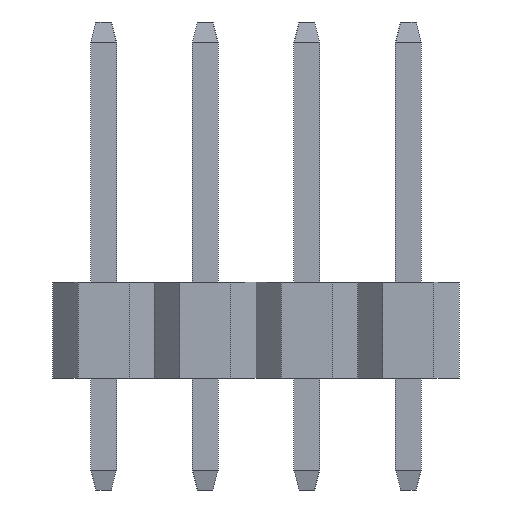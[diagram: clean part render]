
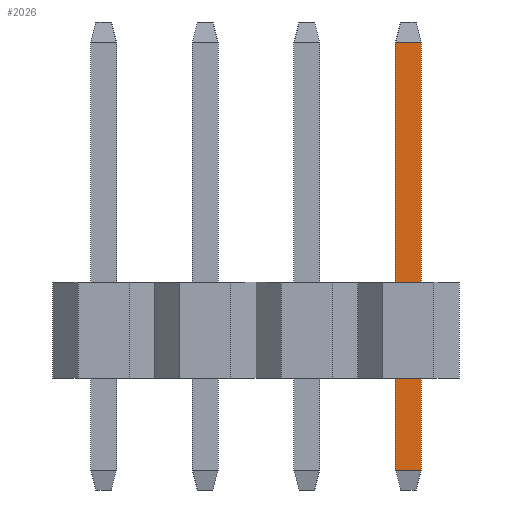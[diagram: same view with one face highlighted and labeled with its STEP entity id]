
A CAD part, left-side view. The second image highlights one B-rep face of the part: STEP entity #2026.
In plain terms, the highlighted planar face has unit normal (-1, 0, 0).
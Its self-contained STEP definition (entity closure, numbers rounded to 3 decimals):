
#2026 = ADVANCED_FACE('',(#2027),#2041,.F.);
#2027 = FACE_BOUND('',#2028,.F.);
#2028 = EDGE_LOOP('',(#2029,#2064,#2092,#2120));
#2029 = ORIENTED_EDGE('',*,*,#2030,.F.);
#2030 = EDGE_CURVE('',#2031,#2033,#2035,.T.);
#2031 = VERTEX_POINT('',#2032);
#2032 = CARTESIAN_POINT('',(-0.325,-4.135,-2.3));
#2033 = VERTEX_POINT('',#2034);
#2034 = CARTESIAN_POINT('',(-0.325,-4.135,8.4));
#2035 = SURFACE_CURVE('',#2036,(#2040,#2052),.PCURVE_S1.);
#2036 = LINE('',#2037,#2038);
#2037 = CARTESIAN_POINT('',(-0.325,-4.135,-2.3));
#2038 = VECTOR('',#2039,1.);
#2039 = DIRECTION('',(0.,0.,1.));
#2040 = PCURVE('',#2041,#2046);
#2041 = PLANE('',#2042);
#2042 = AXIS2_PLACEMENT_3D('',#2043,#2044,#2045);
#2043 = CARTESIAN_POINT('',(-0.325,-4.135,-2.3));
#2044 = DIRECTION('',(1.,0.,0.));
#2045 = DIRECTION('',(0.,0.,1.));
#2046 = DEFINITIONAL_REPRESENTATION('',(#2047),#2051);
#2047 = LINE('',#2048,#2049);
#2048 = CARTESIAN_POINT('',(0.,0.));
#2049 = VECTOR('',#2050,1.);
#2050 = DIRECTION('',(1.,0.));
#2051 = ( GEOMETRIC_REPRESENTATION_CONTEXT(2) 
PARAMETRIC_REPRESENTATION_CONTEXT() REPRESENTATION_CONTEXT('2D SPACE',''
  ) );
#2052 = PCURVE('',#2053,#2058);
#2053 = PLANE('',#2054);
#2054 = AXIS2_PLACEMENT_3D('',#2055,#2056,#2057);
#2055 = CARTESIAN_POINT('',(-0.325,-4.135,-2.3));
#2056 = DIRECTION('',(0.,1.,0.));
#2057 = DIRECTION('',(0.,0.,1.));
#2058 = DEFINITIONAL_REPRESENTATION('',(#2059),#2063);
#2059 = LINE('',#2060,#2061);
#2060 = CARTESIAN_POINT('',(0.,0.));
#2061 = VECTOR('',#2062,1.);
#2062 = DIRECTION('',(1.,0.));
#2063 = ( GEOMETRIC_REPRESENTATION_CONTEXT(2) 
PARAMETRIC_REPRESENTATION_CONTEXT() REPRESENTATION_CONTEXT('2D SPACE',''
  ) );
#2064 = ORIENTED_EDGE('',*,*,#2065,.T.);
#2065 = EDGE_CURVE('',#2031,#2066,#2068,.T.);
#2066 = VERTEX_POINT('',#2067);
#2067 = CARTESIAN_POINT('',(-0.325,-3.485,-2.3));
#2068 = SURFACE_CURVE('',#2069,(#2073,#2080),.PCURVE_S1.);
#2069 = LINE('',#2070,#2071);
#2070 = CARTESIAN_POINT('',(-0.325,-4.135,-2.3));
#2071 = VECTOR('',#2072,1.);
#2072 = DIRECTION('',(0.,1.,0.));
#2073 = PCURVE('',#2041,#2074);
#2074 = DEFINITIONAL_REPRESENTATION('',(#2075),#2079);
#2075 = LINE('',#2076,#2077);
#2076 = CARTESIAN_POINT('',(0.,0.));
#2077 = VECTOR('',#2078,1.);
#2078 = DIRECTION('',(0.,-1.));
#2079 = ( GEOMETRIC_REPRESENTATION_CONTEXT(2) 
PARAMETRIC_REPRESENTATION_CONTEXT() REPRESENTATION_CONTEXT('2D SPACE',''
  ) );
#2080 = PCURVE('',#2081,#2086);
#2081 = PLANE('',#2082);
#2082 = AXIS2_PLACEMENT_3D('',#2083,#2084,#2085);
#2083 = CARTESIAN_POINT('',(-0.325,-4.135,-2.3));
#2084 = DIRECTION('',(0.,0.,1.));
#2085 = DIRECTION('',(1.,0.,0.));
#2086 = DEFINITIONAL_REPRESENTATION('',(#2087),#2091);
#2087 = LINE('',#2088,#2089);
#2088 = CARTESIAN_POINT('',(0.,0.));
#2089 = VECTOR('',#2090,1.);
#2090 = DIRECTION('',(0.,1.));
#2091 = ( GEOMETRIC_REPRESENTATION_CONTEXT(2) 
PARAMETRIC_REPRESENTATION_CONTEXT() REPRESENTATION_CONTEXT('2D SPACE',''
  ) );
#2092 = ORIENTED_EDGE('',*,*,#2093,.T.);
#2093 = EDGE_CURVE('',#2066,#2094,#2096,.T.);
#2094 = VERTEX_POINT('',#2095);
#2095 = CARTESIAN_POINT('',(-0.325,-3.485,8.4));
#2096 = SURFACE_CURVE('',#2097,(#2101,#2108),.PCURVE_S1.);
#2097 = LINE('',#2098,#2099);
#2098 = CARTESIAN_POINT('',(-0.325,-3.485,-2.3));
#2099 = VECTOR('',#2100,1.);
#2100 = DIRECTION('',(0.,0.,1.));
#2101 = PCURVE('',#2041,#2102);
#2102 = DEFINITIONAL_REPRESENTATION('',(#2103),#2107);
#2103 = LINE('',#2104,#2105);
#2104 = CARTESIAN_POINT('',(0.,-0.65));
#2105 = VECTOR('',#2106,1.);
#2106 = DIRECTION('',(1.,0.));
#2107 = ( GEOMETRIC_REPRESENTATION_CONTEXT(2) 
PARAMETRIC_REPRESENTATION_CONTEXT() REPRESENTATION_CONTEXT('2D SPACE',''
  ) );
#2108 = PCURVE('',#2109,#2114);
#2109 = PLANE('',#2110);
#2110 = AXIS2_PLACEMENT_3D('',#2111,#2112,#2113);
#2111 = CARTESIAN_POINT('',(-0.325,-3.485,-2.3));
#2112 = DIRECTION('',(0.,1.,0.));
#2113 = DIRECTION('',(0.,0.,1.));
#2114 = DEFINITIONAL_REPRESENTATION('',(#2115),#2119);
#2115 = LINE('',#2116,#2117);
#2116 = CARTESIAN_POINT('',(0.,0.));
#2117 = VECTOR('',#2118,1.);
#2118 = DIRECTION('',(1.,0.));
#2119 = ( GEOMETRIC_REPRESENTATION_CONTEXT(2) 
PARAMETRIC_REPRESENTATION_CONTEXT() REPRESENTATION_CONTEXT('2D SPACE',''
  ) );
#2120 = ORIENTED_EDGE('',*,*,#2121,.F.);
#2121 = EDGE_CURVE('',#2033,#2094,#2122,.T.);
#2122 = SURFACE_CURVE('',#2123,(#2127,#2134),.PCURVE_S1.);
#2123 = LINE('',#2124,#2125);
#2124 = CARTESIAN_POINT('',(-0.325,-4.135,8.4));
#2125 = VECTOR('',#2126,1.);
#2126 = DIRECTION('',(0.,1.,0.));
#2127 = PCURVE('',#2041,#2128);
#2128 = DEFINITIONAL_REPRESENTATION('',(#2129),#2133);
#2129 = LINE('',#2130,#2131);
#2130 = CARTESIAN_POINT('',(10.7,0.));
#2131 = VECTOR('',#2132,1.);
#2132 = DIRECTION('',(0.,-1.));
#2133 = ( GEOMETRIC_REPRESENTATION_CONTEXT(2) 
PARAMETRIC_REPRESENTATION_CONTEXT() REPRESENTATION_CONTEXT('2D SPACE',''
  ) );
#2134 = PCURVE('',#2135,#2140);
#2135 = PLANE('',#2136);
#2136 = AXIS2_PLACEMENT_3D('',#2137,#2138,#2139);
#2137 = CARTESIAN_POINT('',(-0.325,-4.135,8.4));
#2138 = DIRECTION('',(0.,0.,1.));
#2139 = DIRECTION('',(1.,0.,0.));
#2140 = DEFINITIONAL_REPRESENTATION('',(#2141),#2145);
#2141 = LINE('',#2142,#2143);
#2142 = CARTESIAN_POINT('',(0.,0.));
#2143 = VECTOR('',#2144,1.);
#2144 = DIRECTION('',(0.,1.));
#2145 = ( GEOMETRIC_REPRESENTATION_CONTEXT(2) 
PARAMETRIC_REPRESENTATION_CONTEXT() REPRESENTATION_CONTEXT('2D SPACE',''
  ) );
